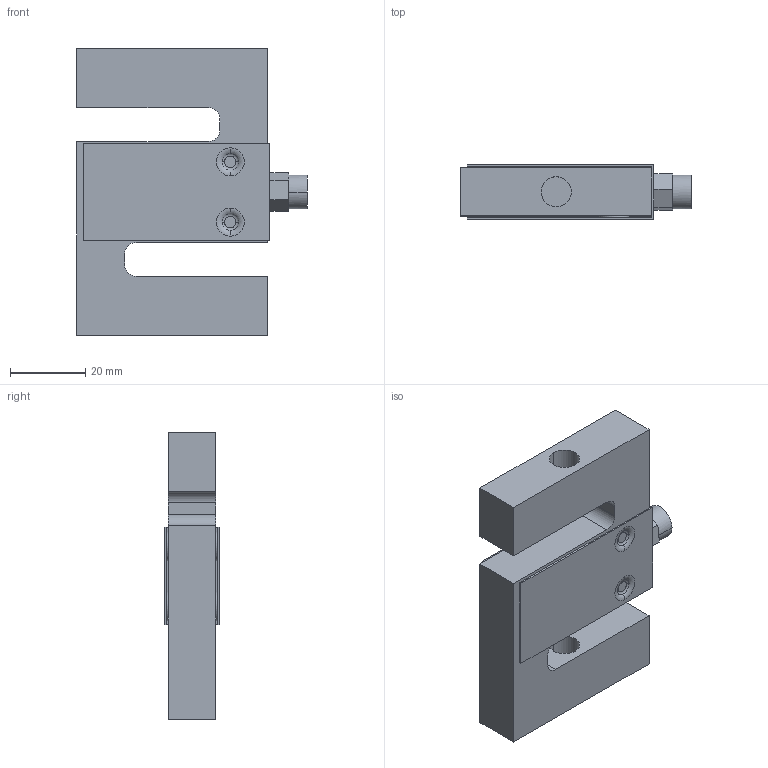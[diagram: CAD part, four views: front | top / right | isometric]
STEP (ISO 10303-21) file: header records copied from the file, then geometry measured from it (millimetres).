
FILE_DESCRIPTION(('STEP AP214'),'1');
FILE_NAME('SL_25_kg.stp','2020-07-27T13:13:44',(' '),(' '),'Spatial InterOp 3D',' ',' ');
FILE_SCHEMA(('AUTOMOTIVE_DESIGN { 1 0 10303 214 1 1 1 1 }'));
Length unit declared in the file: metre
Products named in the file (4): SL_25_kg; corpo; protezione; pressacavo
Assembly tree (3 placements, depth 2):
  SL_25_kg
    corpo
    protezione
    pressacavo
Bounding box: 61.3 x 14.5 x 76.2 mm (x, y, z)
Volume: 40615.3 mm3; surface area: 18729.8 mm2
Topology: 3 solids, 3 shells, 83 faces, 210 edges, 138 vertices
Faces by surface type: plane 43, cylinder 24, torus 16
Entity records: 2681 total; most frequent: DIRECTION 486, CARTESIAN_POINT 435, ORIENTED_EDGE 420, EDGE_CURVE 210, AXIS2_PLACEMENT_3D 189, VERTEX_POINT 138, LINE 108, VECTOR 108
